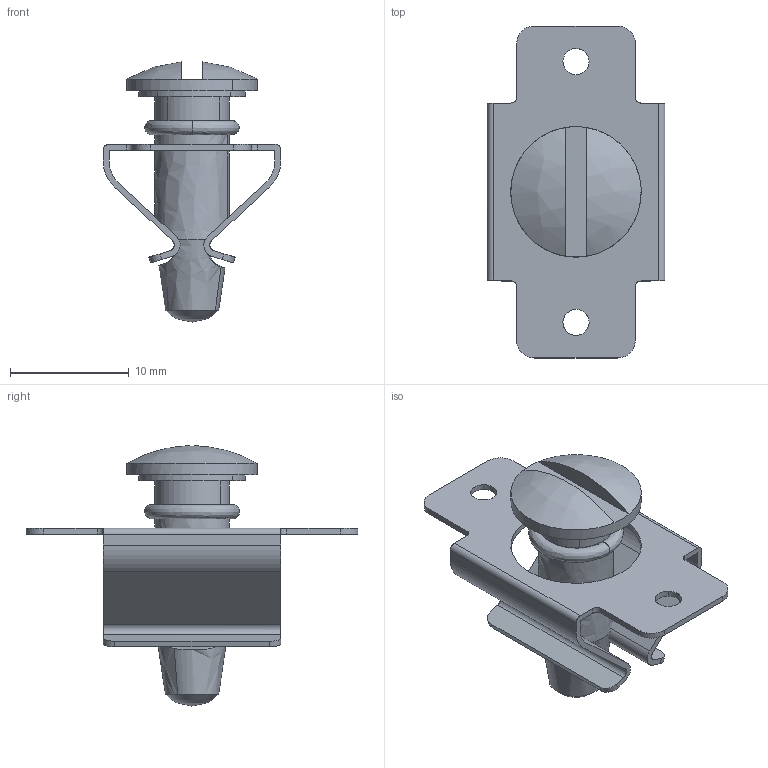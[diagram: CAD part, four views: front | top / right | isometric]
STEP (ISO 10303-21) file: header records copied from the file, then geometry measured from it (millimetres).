
FILE_DESCRIPTION((''),'2;1');
FILE_NAME('','2006-02-22T16:08:20',(''),(''),'','CADfix','');
FILE_SCHEMA(('AUTOMOTIVE_DESIGN'));
Length unit declared in the file: millimetre
Products named in the file (3): leaf spring; fastener; TL_68_001_20830_36
Assembly tree (2 placements, depth 2):
  TL_68_001_20830_36
    leaf spring
    fastener
Bounding box: 15 x 28 x 21.95 mm (x, y, z)
Volume: 1004.4 mm3; surface area: 2043.6 mm2
Topology: 2 solids, 2 shells, 84 faces, 296 edges, 220 vertices
Faces by surface type: bspline 84
Entity records: 4621 total; most frequent: CARTESIAN_POINT 2836, ORIENTED_EDGE 592, EDGE_CURVE 296, VERTEX_POINT 220, B_SPLINE_CURVE_WITH_KNOTS 169, QUASI_UNIFORM_CURVE 123, EDGE_LOOP 94, FACE_OUTER_BOUND 84
